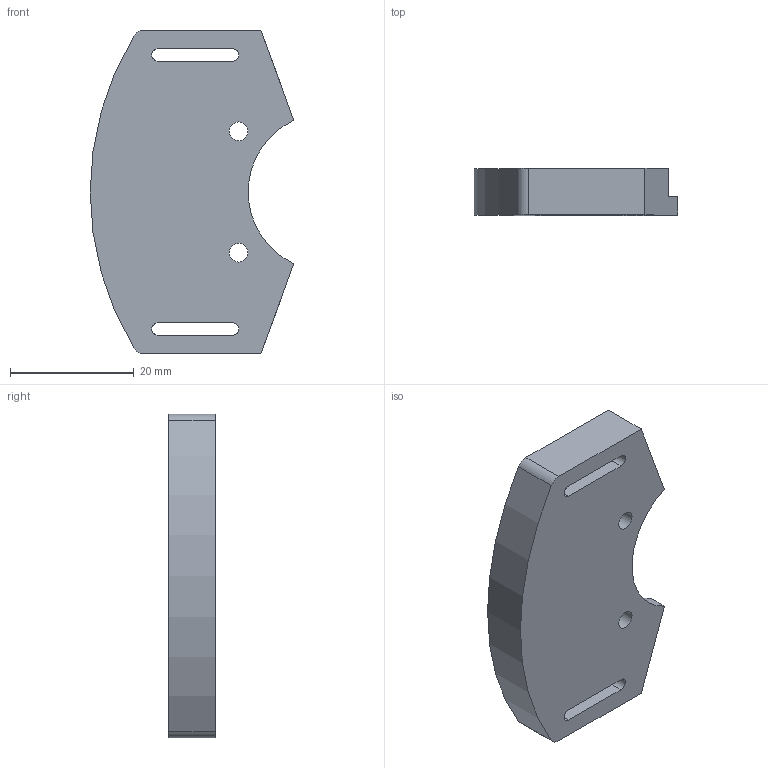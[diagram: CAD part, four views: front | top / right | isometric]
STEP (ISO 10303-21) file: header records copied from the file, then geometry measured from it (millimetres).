
FILE_DESCRIPTION(/* description */ (''),/* implementation_level */ '2;1');
FILE_NAME(/* name */ '1.0 Metatarsal SLA.stp',/* time_stamp */ '2023-04-12T21:58:55+05:00',/* author */ ('shailesh suthar'),/* organization */ (''),/* preprocessor_version */ 'ST-DEVELOPER v18.1',/* originating_system */ 'Autodesk Inventor 2022',/* authorisation */ '');
FILE_SCHEMA (('AUTOMOTIVE_DESIGN { 1 0 10303 214 3 1 1 }'));
Length unit declared in the file: millimetre
Products named in the file (1): 1.1 Metatarsal Top
Bounding box: 32.85 x 7.5 x 52.22 mm (x, y, z)
Volume: 8178.7 mm3; surface area: 4394.8 mm2
Topology: 1 solids, 1 shells, 24 faces, 66 edges, 44 vertices
Faces by surface type: plane 13, cylinder 11
Full cylindrical faces by diameter (mm): 3 x2
Entity records: 831 total; most frequent: DIRECTION 138, CARTESIAN_POINT 135, ORIENTED_EDGE 132, EDGE_CURVE 66, AXIS2_PLACEMENT_3D 47, LINE 44, VECTOR 44, VERTEX_POINT 44
